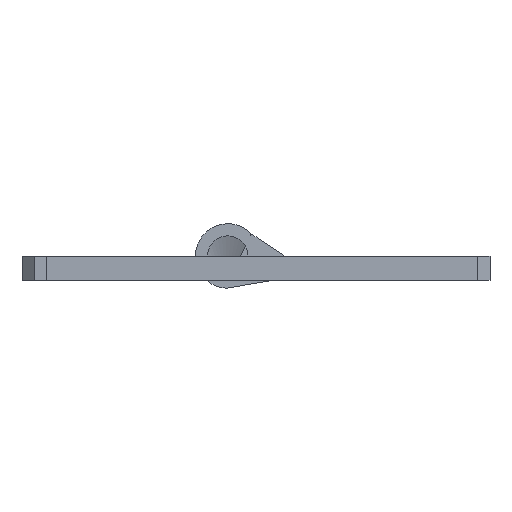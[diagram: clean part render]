
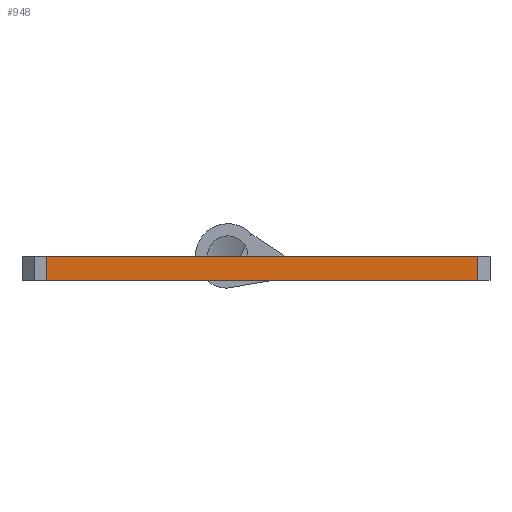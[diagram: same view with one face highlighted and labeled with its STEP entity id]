
A CAD part, front view. The second image highlights one B-rep face of the part: STEP entity #948.
In plain terms, the highlighted planar face has unit normal (0, -1, 0).
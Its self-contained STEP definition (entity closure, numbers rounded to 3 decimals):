
#32 = PLANE('',#33);
#33 = AXIS2_PLACEMENT_3D('',#34,#35,#36);
#34 = CARTESIAN_POINT('',(-42.,-51.,0.));
#35 = DIRECTION('',(0.,0.,-1.));
#36 = DIRECTION('',(-1.,0.,0.));
#393 = VERTEX_POINT('',#394);
#394 = CARTESIAN_POINT('',(65.,-57.,0.));
#408 = PLANE('',#409);
#409 = AXIS2_PLACEMENT_3D('',#410,#411,#412);
#410 = CARTESIAN_POINT('',(66.5,-55.5,0.));
#411 = DIRECTION('',(0.707,-0.707,0.));
#412 = DIRECTION('',(0.,0.,1.));
#420 = EDGE_CURVE('',#393,#421,#423,.T.);
#421 = VERTEX_POINT('',#422);
#422 = CARTESIAN_POINT('',(-42.,-57.,0.));
#423 = SURFACE_CURVE('',#424,(#428,#435),.PCURVE_S1.);
#424 = LINE('',#425,#426);
#425 = CARTESIAN_POINT('',(68.,-57.,0.));
#426 = VECTOR('',#427,1.);
#427 = DIRECTION('',(-1.,0.,0.));
#428 = PCURVE('',#32,#429);
#429 = DEFINITIONAL_REPRESENTATION('',(#430),#434);
#430 = LINE('',#431,#432);
#431 = CARTESIAN_POINT('',(-110.,-6.));
#432 = VECTOR('',#433,1.);
#433 = DIRECTION('',(1.,0.));
#434 = ( GEOMETRIC_REPRESENTATION_CONTEXT(2) 
PARAMETRIC_REPRESENTATION_CONTEXT() REPRESENTATION_CONTEXT('2D SPACE',''
  ) );
#435 = PCURVE('',#436,#441);
#436 = PLANE('',#437);
#437 = AXIS2_PLACEMENT_3D('',#438,#439,#440);
#438 = CARTESIAN_POINT('',(68.,-57.,0.));
#439 = DIRECTION('',(0.,-1.,0.));
#440 = DIRECTION('',(-1.,0.,0.));
#441 = DEFINITIONAL_REPRESENTATION('',(#442),#446);
#442 = LINE('',#443,#444);
#443 = CARTESIAN_POINT('',(0.,-0.));
#444 = VECTOR('',#445,1.);
#445 = DIRECTION('',(1.,0.));
#446 = ( GEOMETRIC_REPRESENTATION_CONTEXT(2) 
PARAMETRIC_REPRESENTATION_CONTEXT() REPRESENTATION_CONTEXT('2D SPACE',''
  ) );
#464 = PLANE('',#465);
#465 = AXIS2_PLACEMENT_3D('',#466,#467,#468);
#466 = CARTESIAN_POINT('',(-42.,-66.5,0.));
#467 = DIRECTION('',(-1.,0.,0.));
#468 = DIRECTION('',(0.,1.,0.));
#573 = PLANE('',#574);
#574 = AXIS2_PLACEMENT_3D('',#575,#576,#577);
#575 = CARTESIAN_POINT('',(-42.,-51.,6.));
#576 = DIRECTION('',(0.,0.,-1.));
#577 = DIRECTION('',(-1.,0.,0.));
#856 = VERTEX_POINT('',#857);
#857 = CARTESIAN_POINT('',(-42.,-57.,6.));
#878 = EDGE_CURVE('',#421,#856,#879,.T.);
#879 = SURFACE_CURVE('',#880,(#884,#891),.PCURVE_S1.);
#880 = LINE('',#881,#882);
#881 = CARTESIAN_POINT('',(-42.,-57.,0.));
#882 = VECTOR('',#883,1.);
#883 = DIRECTION('',(0.,0.,1.));
#884 = PCURVE('',#464,#885);
#885 = DEFINITIONAL_REPRESENTATION('',(#886),#890);
#886 = LINE('',#887,#888);
#887 = CARTESIAN_POINT('',(9.5,0.));
#888 = VECTOR('',#889,1.);
#889 = DIRECTION('',(0.,-1.));
#890 = ( GEOMETRIC_REPRESENTATION_CONTEXT(2) 
PARAMETRIC_REPRESENTATION_CONTEXT() REPRESENTATION_CONTEXT('2D SPACE',''
  ) );
#891 = PCURVE('',#436,#892);
#892 = DEFINITIONAL_REPRESENTATION('',(#893),#897);
#893 = LINE('',#894,#895);
#894 = CARTESIAN_POINT('',(110.,0.));
#895 = VECTOR('',#896,1.);
#896 = DIRECTION('',(0.,-1.));
#897 = ( GEOMETRIC_REPRESENTATION_CONTEXT(2) 
PARAMETRIC_REPRESENTATION_CONTEXT() REPRESENTATION_CONTEXT('2D SPACE',''
  ) );
#948 = ADVANCED_FACE('',(#949),#436,.T.);
#949 = FACE_BOUND('',#950,.T.);
#950 = EDGE_LOOP('',(#951,#952,#975,#996));
#951 = ORIENTED_EDGE('',*,*,#420,.F.);
#952 = ORIENTED_EDGE('',*,*,#953,.T.);
#953 = EDGE_CURVE('',#393,#954,#956,.T.);
#954 = VERTEX_POINT('',#955);
#955 = CARTESIAN_POINT('',(65.,-57.,6.));
#956 = SURFACE_CURVE('',#957,(#961,#968),.PCURVE_S1.);
#957 = LINE('',#958,#959);
#958 = CARTESIAN_POINT('',(65.,-57.,0.));
#959 = VECTOR('',#960,1.);
#960 = DIRECTION('',(0.,0.,1.));
#961 = PCURVE('',#436,#962);
#962 = DEFINITIONAL_REPRESENTATION('',(#963),#967);
#963 = LINE('',#964,#965);
#964 = CARTESIAN_POINT('',(3.,0.));
#965 = VECTOR('',#966,1.);
#966 = DIRECTION('',(0.,-1.));
#967 = ( GEOMETRIC_REPRESENTATION_CONTEXT(2) 
PARAMETRIC_REPRESENTATION_CONTEXT() REPRESENTATION_CONTEXT('2D SPACE',''
  ) );
#968 = PCURVE('',#408,#969);
#969 = DEFINITIONAL_REPRESENTATION('',(#970),#974);
#970 = LINE('',#971,#972);
#971 = CARTESIAN_POINT('',(0.,2.121));
#972 = VECTOR('',#973,1.);
#973 = DIRECTION('',(1.,0.));
#974 = ( GEOMETRIC_REPRESENTATION_CONTEXT(2) 
PARAMETRIC_REPRESENTATION_CONTEXT() REPRESENTATION_CONTEXT('2D SPACE',''
  ) );
#975 = ORIENTED_EDGE('',*,*,#976,.T.);
#976 = EDGE_CURVE('',#954,#856,#977,.T.);
#977 = SURFACE_CURVE('',#978,(#982,#989),.PCURVE_S1.);
#978 = LINE('',#979,#980);
#979 = CARTESIAN_POINT('',(68.,-57.,6.));
#980 = VECTOR('',#981,1.);
#981 = DIRECTION('',(-1.,0.,0.));
#982 = PCURVE('',#436,#983);
#983 = DEFINITIONAL_REPRESENTATION('',(#984),#988);
#984 = LINE('',#985,#986);
#985 = CARTESIAN_POINT('',(0.,-6.));
#986 = VECTOR('',#987,1.);
#987 = DIRECTION('',(1.,0.));
#988 = ( GEOMETRIC_REPRESENTATION_CONTEXT(2) 
PARAMETRIC_REPRESENTATION_CONTEXT() REPRESENTATION_CONTEXT('2D SPACE',''
  ) );
#989 = PCURVE('',#573,#990);
#990 = DEFINITIONAL_REPRESENTATION('',(#991),#995);
#991 = LINE('',#992,#993);
#992 = CARTESIAN_POINT('',(-110.,-6.));
#993 = VECTOR('',#994,1.);
#994 = DIRECTION('',(1.,0.));
#995 = ( GEOMETRIC_REPRESENTATION_CONTEXT(2) 
PARAMETRIC_REPRESENTATION_CONTEXT() REPRESENTATION_CONTEXT('2D SPACE',''
  ) );
#996 = ORIENTED_EDGE('',*,*,#878,.F.);
